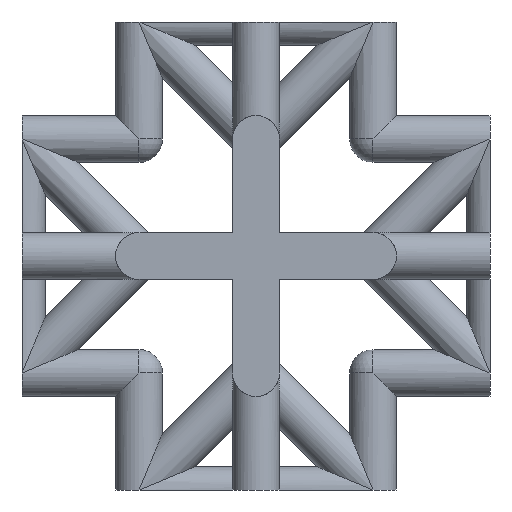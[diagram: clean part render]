
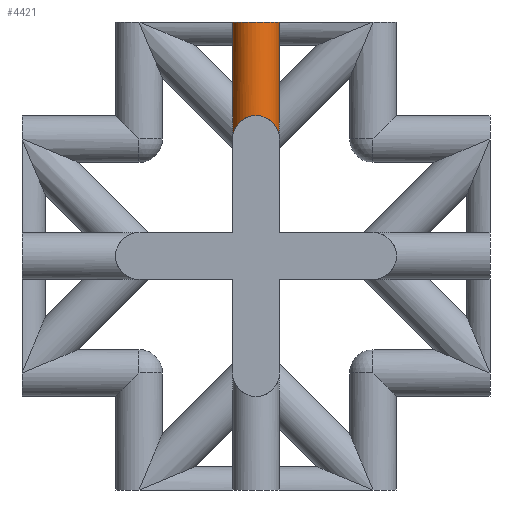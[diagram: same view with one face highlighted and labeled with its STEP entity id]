
A CAD part, front view. The second image highlights one B-rep face of the part: STEP entity #4421.
In plain terms, the highlighted cylindrical face has radius 0.5 mm (diameter 1 mm), a full revolution.
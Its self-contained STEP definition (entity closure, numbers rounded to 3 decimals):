
#598 = CYLINDRICAL_SURFACE('',#599,0.5);
#599 = AXIS2_PLACEMENT_3D('',#600,#601,#602);
#600 = CARTESIAN_POINT('',(0.,-2.5,2.5));
#601 = DIRECTION('',(0.,-1.,0.));
#602 = DIRECTION('',(0.,-0.,-1.));
#2137 = VERTEX_POINT('',#2138);
#2138 = CARTESIAN_POINT('',(0.5,-2.5,2.5));
#2153 = SPHERICAL_SURFACE('',#2154,0.5);
#2154 = AXIS2_PLACEMENT_3D('',#2155,#2156,#2157);
#2155 = CARTESIAN_POINT('',(0.,-2.5,2.5));
#2156 = DIRECTION('',(0.,0.,1.));
#2157 = DIRECTION('',(1.,0.,-0.));
#2164 = EDGE_CURVE('',#2165,#2137,#2167,.T.);
#2165 = VERTEX_POINT('',#2166);
#2166 = CARTESIAN_POINT('',(0.,-3.,3.));
#2167 = SURFACE_CURVE('',#2168,(#2173,#2185),.PCURVE_S1.);
#2168 = ELLIPSE('',#2169,0.707,0.5);
#2169 = AXIS2_PLACEMENT_3D('',#2170,#2171,#2172);
#2170 = CARTESIAN_POINT('',(0.,-2.5,2.5));
#2171 = DIRECTION('',(0.,0.707,0.707));
#2172 = DIRECTION('',(0.,-0.707,0.707));
#2173 = PCURVE('',#598,#2174);
#2174 = DEFINITIONAL_REPRESENTATION('',(#2175),#2184);
#2175 = B_SPLINE_CURVE_WITH_KNOTS('',7,(#2176,#2177,#2178,#2179,#2180,
    #2181,#2182,#2183),.UNSPECIFIED.,.F.,.F.,(8,8),(0.,1.571),
  .PIECEWISE_BEZIER_KNOTS.);
#2176 = CARTESIAN_POINT('',(3.142,0.5));
#2177 = CARTESIAN_POINT('',(2.917,0.5));
#2178 = CARTESIAN_POINT('',(2.693,0.471));
#2179 = CARTESIAN_POINT('',(2.468,0.412));
#2180 = CARTESIAN_POINT('',(2.244,0.327));
#2181 = CARTESIAN_POINT('',(2.02,0.224));
#2182 = CARTESIAN_POINT('',(1.795,0.112));
#2183 = CARTESIAN_POINT('',(1.571,0.));
#2184 = ( GEOMETRIC_REPRESENTATION_CONTEXT(2) 
PARAMETRIC_REPRESENTATION_CONTEXT() REPRESENTATION_CONTEXT('2D SPACE',''
  ) );
#2185 = PCURVE('',#2186,#2191);
#2186 = CYLINDRICAL_SURFACE('',#2187,0.5);
#2187 = AXIS2_PLACEMENT_3D('',#2188,#2189,#2190);
#2188 = CARTESIAN_POINT('',(0.,-2.5,2.5));
#2189 = DIRECTION('',(0.,0.,1.));
#2190 = DIRECTION('',(1.,0.,-0.));
#2191 = DEFINITIONAL_REPRESENTATION('',(#2192),#2201);
#2192 = B_SPLINE_CURVE_WITH_KNOTS('',7,(#2193,#2194,#2195,#2196,#2197,
    #2198,#2199,#2200),.UNSPECIFIED.,.F.,.F.,(8,8),(0.,1.571),
  .PIECEWISE_BEZIER_KNOTS.);
#2193 = CARTESIAN_POINT('',(4.712,0.5));
#2194 = CARTESIAN_POINT('',(4.937,0.5));
#2195 = CARTESIAN_POINT('',(5.161,0.471));
#2196 = CARTESIAN_POINT('',(5.386,0.412));
#2197 = CARTESIAN_POINT('',(5.61,0.327));
#2198 = CARTESIAN_POINT('',(5.834,0.224));
#2199 = CARTESIAN_POINT('',(6.059,0.112));
#2200 = CARTESIAN_POINT('',(6.283,0.));
#2201 = ( GEOMETRIC_REPRESENTATION_CONTEXT(2) 
PARAMETRIC_REPRESENTATION_CONTEXT() REPRESENTATION_CONTEXT('2D SPACE',''
  ) );
#2203 = EDGE_CURVE('',#2204,#2165,#2206,.T.);
#2204 = VERTEX_POINT('',#2205);
#2205 = CARTESIAN_POINT('',(-0.5,-2.5,2.5));
#2206 = SURFACE_CURVE('',#2207,(#2212,#2224),.PCURVE_S1.);
#2207 = ELLIPSE('',#2208,0.707,0.5);
#2208 = AXIS2_PLACEMENT_3D('',#2209,#2210,#2211);
#2209 = CARTESIAN_POINT('',(0.,-2.5,2.5));
#2210 = DIRECTION('',(0.,0.707,0.707));
#2211 = DIRECTION('',(0.,-0.707,0.707));
#2212 = PCURVE('',#598,#2213);
#2213 = DEFINITIONAL_REPRESENTATION('',(#2214),#2223);
#2214 = B_SPLINE_CURVE_WITH_KNOTS('',7,(#2215,#2216,#2217,#2218,#2219,
    #2220,#2221,#2222),.UNSPECIFIED.,.F.,.F.,(8,8),(4.712,
    6.283),.PIECEWISE_BEZIER_KNOTS.);
#2215 = CARTESIAN_POINT('',(4.712,0.));
#2216 = CARTESIAN_POINT('',(4.488,0.112));
#2217 = CARTESIAN_POINT('',(4.264,0.224));
#2218 = CARTESIAN_POINT('',(4.039,0.327));
#2219 = CARTESIAN_POINT('',(3.815,0.412));
#2220 = CARTESIAN_POINT('',(3.59,0.471));
#2221 = CARTESIAN_POINT('',(3.366,0.5));
#2222 = CARTESIAN_POINT('',(3.142,0.5));
#2223 = ( GEOMETRIC_REPRESENTATION_CONTEXT(2) 
PARAMETRIC_REPRESENTATION_CONTEXT() REPRESENTATION_CONTEXT('2D SPACE',''
  ) );
#2224 = PCURVE('',#2186,#2225);
#2225 = DEFINITIONAL_REPRESENTATION('',(#2226),#2235);
#2226 = B_SPLINE_CURVE_WITH_KNOTS('',7,(#2227,#2228,#2229,#2230,#2231,
    #2232,#2233,#2234),.UNSPECIFIED.,.F.,.F.,(8,8),(4.712,
    6.283),.PIECEWISE_BEZIER_KNOTS.);
#2227 = CARTESIAN_POINT('',(3.142,0.));
#2228 = CARTESIAN_POINT('',(3.366,0.112));
#2229 = CARTESIAN_POINT('',(3.59,0.224));
#2230 = CARTESIAN_POINT('',(3.815,0.327));
#2231 = CARTESIAN_POINT('',(4.039,0.412));
#2232 = CARTESIAN_POINT('',(4.264,0.471));
#2233 = CARTESIAN_POINT('',(4.488,0.5));
#2234 = CARTESIAN_POINT('',(4.712,0.5));
#2235 = ( GEOMETRIC_REPRESENTATION_CONTEXT(2) 
PARAMETRIC_REPRESENTATION_CONTEXT() REPRESENTATION_CONTEXT('2D SPACE',''
  ) );
#4398 = EDGE_CURVE('',#2137,#2204,#4399,.T.);
#4399 = SURFACE_CURVE('',#4400,(#4405,#4412),.PCURVE_S1.);
#4400 = CIRCLE('',#4401,0.5);
#4401 = AXIS2_PLACEMENT_3D('',#4402,#4403,#4404);
#4402 = CARTESIAN_POINT('',(0.,-2.5,2.5));
#4403 = DIRECTION('',(0.,0.,1.));
#4404 = DIRECTION('',(1.,0.,-0.));
#4405 = PCURVE('',#2153,#4406);
#4406 = DEFINITIONAL_REPRESENTATION('',(#4407),#4411);
#4407 = LINE('',#4408,#4409);
#4408 = CARTESIAN_POINT('',(0.,0.));
#4409 = VECTOR('',#4410,1.);
#4410 = DIRECTION('',(1.,0.));
#4411 = ( GEOMETRIC_REPRESENTATION_CONTEXT(2) 
PARAMETRIC_REPRESENTATION_CONTEXT() REPRESENTATION_CONTEXT('2D SPACE',''
  ) );
#4412 = PCURVE('',#2186,#4413);
#4413 = DEFINITIONAL_REPRESENTATION('',(#4414),#4418);
#4414 = LINE('',#4415,#4416);
#4415 = CARTESIAN_POINT('',(0.,0.));
#4416 = VECTOR('',#4417,1.);
#4417 = DIRECTION('',(1.,0.));
#4418 = ( GEOMETRIC_REPRESENTATION_CONTEXT(2) 
PARAMETRIC_REPRESENTATION_CONTEXT() REPRESENTATION_CONTEXT('2D SPACE',''
  ) );
#4421 = ADVANCED_FACE('',(#4422),#2186,.T.);
#4422 = FACE_BOUND('',#4423,.T.);
#4423 = EDGE_LOOP('',(#4424,#4425,#4426,#4449,#4478,#4517,#4518));
#4424 = ORIENTED_EDGE('',*,*,#2203,.T.);
#4425 = ORIENTED_EDGE('',*,*,#2164,.T.);
#4426 = ORIENTED_EDGE('',*,*,#4427,.T.);
#4427 = EDGE_CURVE('',#2137,#4428,#4430,.T.);
#4428 = VERTEX_POINT('',#4429);
#4429 = CARTESIAN_POINT('',(0.5,-2.5,5.));
#4430 = SEAM_CURVE('',#4431,(#4435,#4442),.PCURVE_S1.);
#4431 = LINE('',#4432,#4433);
#4432 = CARTESIAN_POINT('',(0.5,-2.5,2.5));
#4433 = VECTOR('',#4434,1.);
#4434 = DIRECTION('',(0.,0.,1.));
#4435 = PCURVE('',#2186,#4436);
#4436 = DEFINITIONAL_REPRESENTATION('',(#4437),#4441);
#4437 = LINE('',#4438,#4439);
#4438 = CARTESIAN_POINT('',(0.,-0.));
#4439 = VECTOR('',#4440,1.);
#4440 = DIRECTION('',(0.,1.));
#4441 = ( GEOMETRIC_REPRESENTATION_CONTEXT(2) 
PARAMETRIC_REPRESENTATION_CONTEXT() REPRESENTATION_CONTEXT('2D SPACE',''
  ) );
#4442 = PCURVE('',#2186,#4443);
#4443 = DEFINITIONAL_REPRESENTATION('',(#4444),#4448);
#4444 = LINE('',#4445,#4446);
#4445 = CARTESIAN_POINT('',(6.283,-0.));
#4446 = VECTOR('',#4447,1.);
#4447 = DIRECTION('',(0.,1.));
#4448 = ( GEOMETRIC_REPRESENTATION_CONTEXT(2) 
PARAMETRIC_REPRESENTATION_CONTEXT() REPRESENTATION_CONTEXT('2D SPACE',''
  ) );
#4449 = ORIENTED_EDGE('',*,*,#4450,.F.);
#4450 = EDGE_CURVE('',#4451,#4428,#4453,.T.);
#4451 = VERTEX_POINT('',#4452);
#4452 = CARTESIAN_POINT('',(-0.5,-2.5,5.));
#4453 = SURFACE_CURVE('',#4454,(#4459,#4466),.PCURVE_S1.);
#4454 = CIRCLE('',#4455,0.5);
#4455 = AXIS2_PLACEMENT_3D('',#4456,#4457,#4458);
#4456 = CARTESIAN_POINT('',(0.,-2.5,5.));
#4457 = DIRECTION('',(0.,0.,1.));
#4458 = DIRECTION('',(1.,0.,-0.));
#4459 = PCURVE('',#2186,#4460);
#4460 = DEFINITIONAL_REPRESENTATION('',(#4461),#4465);
#4461 = LINE('',#4462,#4463);
#4462 = CARTESIAN_POINT('',(0.,2.5));
#4463 = VECTOR('',#4464,1.);
#4464 = DIRECTION('',(1.,0.));
#4465 = ( GEOMETRIC_REPRESENTATION_CONTEXT(2) 
PARAMETRIC_REPRESENTATION_CONTEXT() REPRESENTATION_CONTEXT('2D SPACE',''
  ) );
#4466 = PCURVE('',#4467,#4472);
#4467 = PLANE('',#4468);
#4468 = AXIS2_PLACEMENT_3D('',#4469,#4470,#4471);
#4469 = CARTESIAN_POINT('',(-5.,-5.,5.));
#4470 = DIRECTION('',(0.,0.,1.));
#4471 = DIRECTION('',(1.,0.,-0.));
#4472 = DEFINITIONAL_REPRESENTATION('',(#4473),#4477);
#4473 = CIRCLE('',#4474,0.5);
#4474 = AXIS2_PLACEMENT_2D('',#4475,#4476);
#4475 = CARTESIAN_POINT('',(5.,2.5));
#4476 = DIRECTION('',(1.,0.));
#4477 = ( GEOMETRIC_REPRESENTATION_CONTEXT(2) 
PARAMETRIC_REPRESENTATION_CONTEXT() REPRESENTATION_CONTEXT('2D SPACE',''
  ) );
#4478 = ORIENTED_EDGE('',*,*,#4479,.T.);
#4479 = EDGE_CURVE('',#4451,#4428,#4480,.T.);
#4480 = SURFACE_CURVE('',#4481,(#4486,#4499),.PCURVE_S1.);
#4481 = ELLIPSE('',#4482,1.307,0.5);
#4482 = AXIS2_PLACEMENT_3D('',#4483,#4484,#4485);
#4483 = CARTESIAN_POINT('',(0.,-2.5,5.));
#4484 = DIRECTION('',(0.,-0.924,-0.383));
#4485 = DIRECTION('',(0.,-0.383,0.924));
#4486 = PCURVE('',#2186,#4487);
#4487 = DEFINITIONAL_REPRESENTATION('',(#4488),#4498);
#4488 = B_SPLINE_CURVE_WITH_KNOTS('',8,(#4489,#4490,#4491,#4492,#4493,
    #4494,#4495,#4496,#4497),.UNSPECIFIED.,.F.,.F.,(9,9),(1.571
    ,4.712),.PIECEWISE_BEZIER_KNOTS.);
#4489 = CARTESIAN_POINT('',(3.142,2.5));
#4490 = CARTESIAN_POINT('',(2.749,2.026));
#4491 = CARTESIAN_POINT('',(2.356,1.552));
#4492 = CARTESIAN_POINT('',(1.963,1.189));
#4493 = CARTESIAN_POINT('',(1.571,1.049));
#4494 = CARTESIAN_POINT('',(1.178,1.189));
#4495 = CARTESIAN_POINT('',(0.785,1.552));
#4496 = CARTESIAN_POINT('',(0.393,2.026));
#4497 = CARTESIAN_POINT('',(0.,2.5));
#4498 = ( GEOMETRIC_REPRESENTATION_CONTEXT(2) 
PARAMETRIC_REPRESENTATION_CONTEXT() REPRESENTATION_CONTEXT('2D SPACE',''
  ) );
#4499 = PCURVE('',#4500,#4505);
#4500 = CYLINDRICAL_SURFACE('',#4501,0.5);
#4501 = AXIS2_PLACEMENT_3D('',#4502,#4503,#4504);
#4502 = CARTESIAN_POINT('',(0.,0.,2.5));
#4503 = DIRECTION('',(0.,-0.707,0.707));
#4504 = DIRECTION('',(0.,0.707,0.707));
#4505 = DEFINITIONAL_REPRESENTATION('',(#4506),#4516);
#4506 = B_SPLINE_CURVE_WITH_KNOTS('',8,(#4507,#4508,#4509,#4510,#4511,
    #4512,#4513,#4514,#4515),.UNSPECIFIED.,.F.,.F.,(9,9),(1.571
    ,4.712),.PIECEWISE_BEZIER_KNOTS.);
#4507 = CARTESIAN_POINT('',(1.571,3.536));
#4508 = CARTESIAN_POINT('',(1.963,3.062));
#4509 = CARTESIAN_POINT('',(2.356,2.587));
#4510 = CARTESIAN_POINT('',(2.749,2.225));
#4511 = CARTESIAN_POINT('',(3.142,2.085));
#4512 = CARTESIAN_POINT('',(3.534,2.225));
#4513 = CARTESIAN_POINT('',(3.927,2.587));
#4514 = CARTESIAN_POINT('',(4.32,3.062));
#4515 = CARTESIAN_POINT('',(4.712,3.536));
#4516 = ( GEOMETRIC_REPRESENTATION_CONTEXT(2) 
PARAMETRIC_REPRESENTATION_CONTEXT() REPRESENTATION_CONTEXT('2D SPACE',''
  ) );
#4517 = ORIENTED_EDGE('',*,*,#4427,.F.);
#4518 = ORIENTED_EDGE('',*,*,#4398,.T.);
